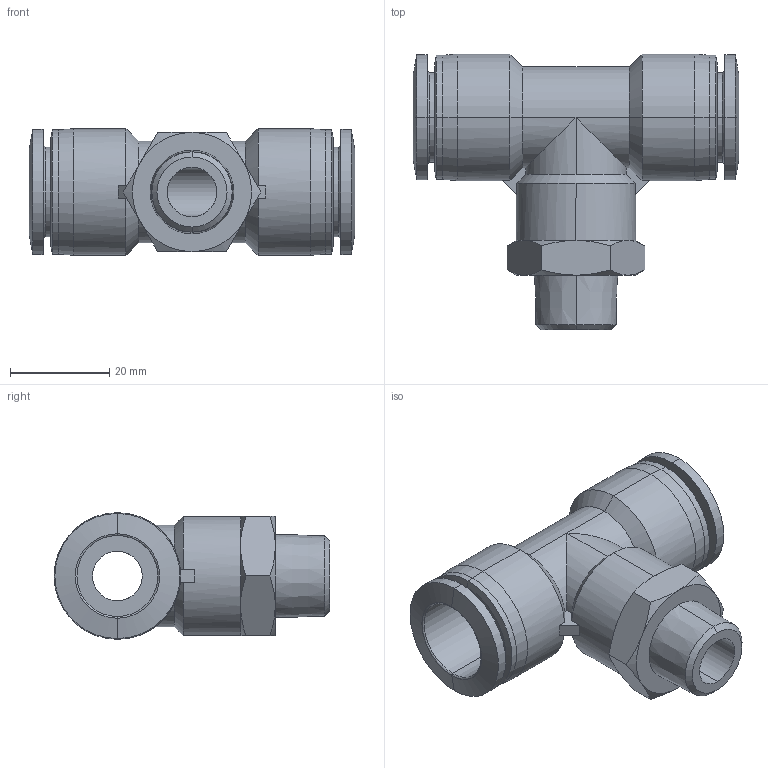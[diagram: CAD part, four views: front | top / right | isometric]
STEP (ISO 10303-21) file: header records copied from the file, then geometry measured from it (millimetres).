
FILE_DESCRIPTION (( 'STEP AP214' ), '1' );
FILE_NAME ('MBT16M-38R.step', '2016-02-24T20:39:45', ( '' ), ( '' ), 'SwSTEP 2.0', 'SolidWorks 2015', '' );
FILE_SCHEMA (( 'AUTOMOTIVE_DESIGN' ));
Length unit declared in the file: inch
Products named in the file (1): MBT16M-38R
Bounding box: 65.6 x 55.55 x 25.5 mm (x, y, z)
Volume: 26022.2 mm3; surface area: 13172.5 mm2
Topology: 1 solids, 1 shells, 100 faces, 222 edges, 128 vertices
Faces by surface type: cone 41, cylinder 35, plane 20, bspline 4
Entity records: 4194 total; most frequent: CARTESIAN_POINT 685, DIRECTION 470, ORIENTED_EDGE 444, EDGE_CURVE 222, AXIS2_PLACEMENT_3D 193, VERTEX_POINT 128, EDGE_LOOP 108, LENGTH_MEASURE_WITH_UNIT 103
